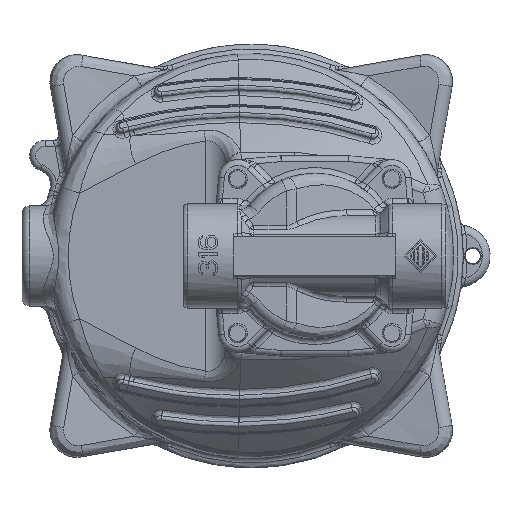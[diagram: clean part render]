
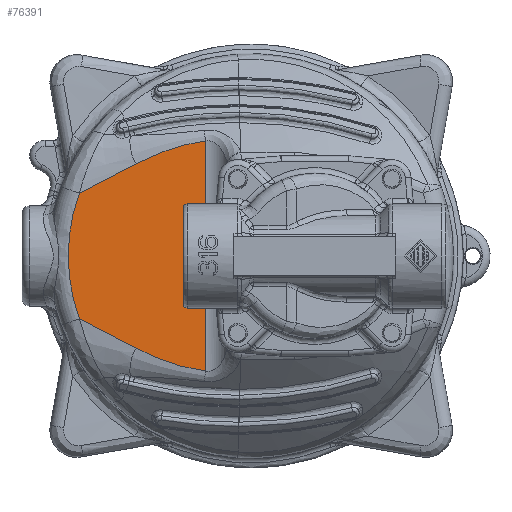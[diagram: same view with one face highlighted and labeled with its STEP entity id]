
A CAD part, front view. The second image highlights one B-rep face of the part: STEP entity #76391.
In plain terms, the highlighted planar face has unit normal (0, -1, 0).
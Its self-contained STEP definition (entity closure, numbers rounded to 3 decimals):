
#52397=CARTESIAN_POINT('',(16.282,6.5,61.122));
#53108=CARTESIAN_POINT('',(29.853,6.5,28.367));
#54735=CARTESIAN_POINT('',(-29.853,6.5,28.367));
#55262=CARTESIAN_POINT('',(0.,6.5,16.5));
#55263=DIRECTION('',(0.,1.,0.));
#55264=DIRECTION('',(-0.343,0.,0.939));
#55265=AXIS2_PLACEMENT_3D('',#55262,#55263,#55264);
#55270=CARTESIAN_POINT('',(0.,6.5,16.5));
#55271=DIRECTION('',(0.,1.,0.));
#55272=DIRECTION('',(-0.003,0.,1.));
#55273=AXIS2_PLACEMENT_3D('',#55270,#55271,#55272);
#55278=CARTESIAN_POINT('',(16.282,6.5,61.122));
#55279=CARTESIAN_POINT('',(17.13,6.5,59.41));
#55280=CARTESIAN_POINT('',(18.825,6.5,56.039));
#55281=CARTESIAN_POINT('',(21.572,6.5,50.901));
#55282=CARTESIAN_POINT('',(23.123,6.5,47.906));
#55283=CARTESIAN_POINT('',(23.862,6.5,46.476));
#55288=CARTESIAN_POINT('',(23.862,6.5,46.476));
#55289=CARTESIAN_POINT('',(25.241,6.5,43.761));
#55290=CARTESIAN_POINT('',(27.856,6.5,38.074));
#55291=CARTESIAN_POINT('',(29.47,6.5,31.644));
#55292=CARTESIAN_POINT('',(29.853,6.5,28.367));
#55297=DIRECTION('',(-1.,0.,0.));
#55298=VECTOR('',#55297,59.706);
#55299=CARTESIAN_POINT('',(29.853,6.5,28.367));
#55300=LINE('',#55299,#55298);
#55304=CARTESIAN_POINT('',(-29.853,6.5,28.367));
#55305=CARTESIAN_POINT('',(-29.47,6.5,
31.644));
#55306=CARTESIAN_POINT('',(-27.856,6.5,
38.074));
#55307=CARTESIAN_POINT('',(-25.241,6.5,
43.761));
#55308=CARTESIAN_POINT('',(-23.862,6.5,46.476));
#55313=CARTESIAN_POINT('',(-23.862,6.5,46.476));
#55314=CARTESIAN_POINT('',(-23.143,6.5,47.868));
#55315=CARTESIAN_POINT('',(-21.619,6.5,
50.813));
#55316=CARTESIAN_POINT('',(-18.83,6.5,
56.03));
#55317=CARTESIAN_POINT('',(-17.132,6.5,
59.406));
#55318=CARTESIAN_POINT('',(-16.282,6.5,
61.122));
#55331=CARTESIAN_POINT('',(-16.282,6.5,
61.122));
#66880=VERTEX_POINT('',#52397);
#66884=VERTEX_POINT('',#55283);
#66919=VERTEX_POINT('',#53108);
#67000=VERTEX_POINT('',#55331);
#67001=VERTEX_POINT('',#55313);
#67033=VERTEX_POINT('',#54735);
#67070=CARTESIAN_POINT('',(-0.134,6.5,64.));
#67071=VERTEX_POINT('',#67070);
#76377=CARTESIAN_POINT('',(0.,6.5,46.184));
#76378=DIRECTION('',(0.,1.,0.));
#76379=DIRECTION('',(0.,0.,-1.));
#76380=AXIS2_PLACEMENT_3D('',#76377,#76378,#76379);
#76381=PLANE('',#76380);
#76382=ORIENTED_EDGE('',*,*,#70205,.T.);
#76383=ORIENTED_EDGE('',*,*,#70203,.T.);
#76384=ORIENTED_EDGE('',*,*,#70329,.T.);
#76385=ORIENTED_EDGE('',*,*,#71081,.T.);
#76386=ORIENTED_EDGE('',*,*,#75772,.T.);
#76387=ORIENTED_EDGE('',*,*,#74385,.T.);
#76388=ORIENTED_EDGE('',*,*,#74232,.T.);
#76389=EDGE_LOOP('',(#76382,#76383,#76384,#76385,#76386,#76387,#76388));
#76390=FACE_OUTER_BOUND('',#76389,.F.);
#76391=ADVANCED_FACE('',(#76390),#76381,.F.);
#55266=CIRCLE('',#55265,47.5);
#55274=CIRCLE('',#55273,47.5);
#55284=B_SPLINE_CURVE_WITH_KNOTS('',3,(#55278,#55279,#55280,#55281,#55282,
#55283),.UNSPECIFIED.,.F.,.F.,(4,1,1,4),(0.,0.333,
0.667,1.),.UNSPECIFIED.);
#55293=B_SPLINE_CURVE_WITH_KNOTS('',3,(#55288,#55289,#55290,#55291,#55292),
.UNSPECIFIED.,.F.,.F.,(4,1,4),(0.,0.5,1.),.UNSPECIFIED.);
#55309=B_SPLINE_CURVE_WITH_KNOTS('',3,(#55304,#55305,#55306,#55307,#55308),
.UNSPECIFIED.,.F.,.F.,(4,1,4),(0.,0.5,1.),.UNSPECIFIED.);
#55319=B_SPLINE_CURVE_WITH_KNOTS('',3,(#55313,#55314,#55315,#55316,#55317,
#55318),.UNSPECIFIED.,.F.,.F.,(4,1,1,4),(0.,0.333,
0.667,1.),.UNSPECIFIED.);
#70203=EDGE_CURVE('',#67071,#66880,#55274,.T.);
#70205=EDGE_CURVE('',#67000,#67071,#55266,.T.);
#70329=EDGE_CURVE('',#66880,#66884,#55284,.T.);
#71081=EDGE_CURVE('',#66884,#66919,#55293,.T.);
#74232=EDGE_CURVE('',#67001,#67000,#55319,.T.);
#74385=EDGE_CURVE('',#67033,#67001,#55309,.T.);
#75772=EDGE_CURVE('',#66919,#67033,#55300,.T.);
